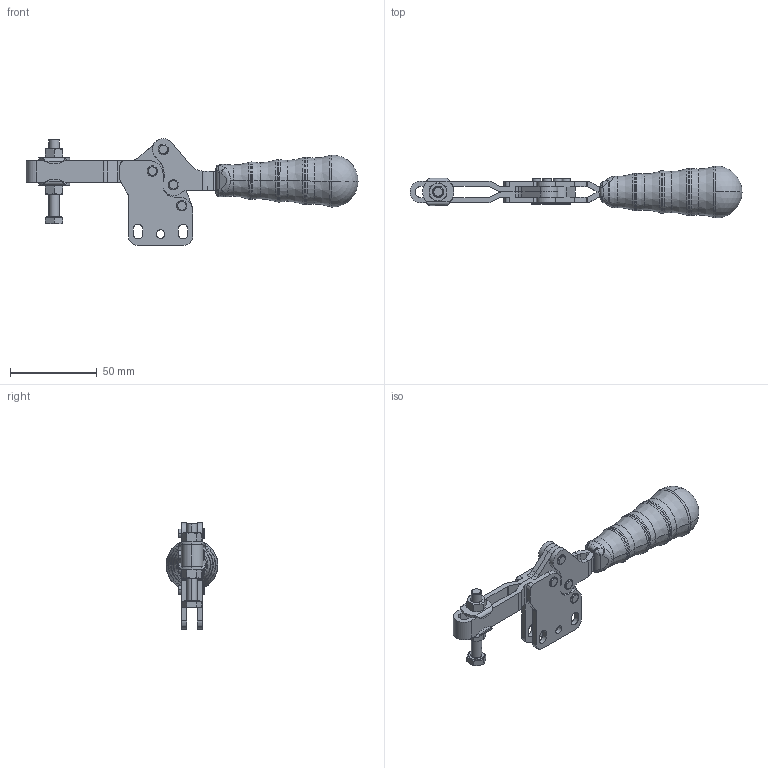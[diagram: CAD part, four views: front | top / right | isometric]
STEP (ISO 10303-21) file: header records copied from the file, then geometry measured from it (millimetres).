
FILE_DESCRIPTION((''),'2;1');
FILE_NAME('132.1.stp','2005-09-27T16:45:29',('Kysilko'),(''),'Autodesk Inventor 8','Autodesk Inventor 8','');
FILE_SCHEMA(('AUTOMOTIVE_DESIGN { 1 0 10303 214 1 1 1 1 }'));
Length unit declared in the file: millimetre
Products named in the file (1): Part38
Bounding box: 191.6 x 30 x 61.65 mm (x, y, z)
Volume: 57418.9 mm3; surface area: 25772 mm2
Topology: 1 solids, 3 shells, 1110 faces, 3635 edges, 2181 vertices
Faces by surface type: plane 401, cone 360, cylinder 215, bspline 116, sphere 10, torus 8
Entity records: 47628 total; most frequent: CARTESIAN_POINT 16704, ORIENTED_EDGE 7234, DIRECTION 6357, EDGE_CURVE 3617, AXIS2_PLACEMENT_3D 2439, VERTEX_POINT 2181, VECTOR 1479, LINE 1479
